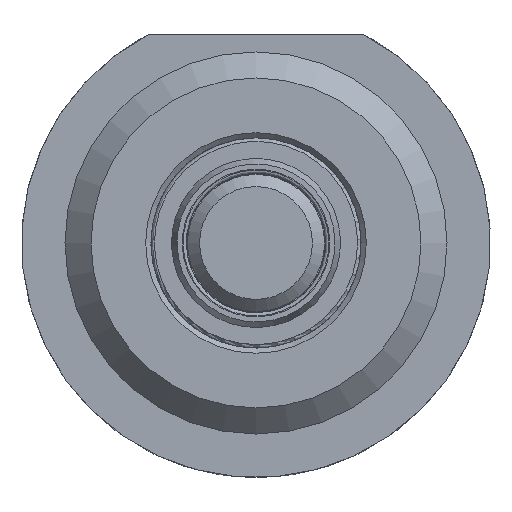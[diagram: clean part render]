
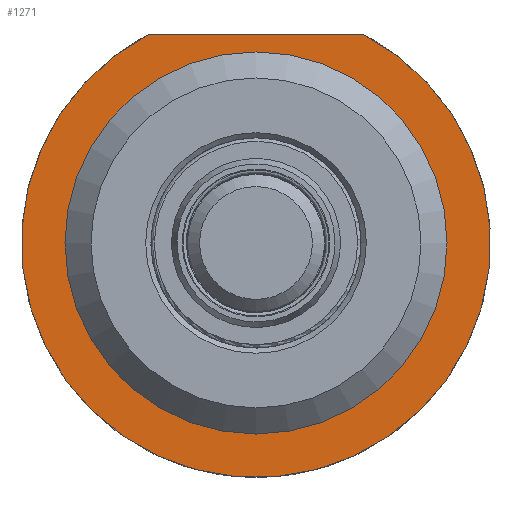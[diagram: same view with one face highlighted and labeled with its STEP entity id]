
A CAD part, front view. The second image highlights one B-rep face of the part: STEP entity #1271.
In plain terms, the highlighted planar face has unit normal (0, -1, 0).
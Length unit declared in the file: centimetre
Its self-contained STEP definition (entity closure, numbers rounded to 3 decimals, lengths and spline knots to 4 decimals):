
#75=LINE($,#2264,#119);
#119=VECTOR($,#1779,1.2369);
#155=PLANE($,#1451);
#236=FACE_BOUND($,#478,.T.);
#333=FACE_OUTER_BOUND($,#477,.T.);
#477=EDGE_LOOP($,(#1127,#1128));
#478=EDGE_LOOP($,(#1129));
#587=CIRCLE($,#1446,1.1);
#589=CIRCLE($,#1450,1.35);
#695=VERTEX_POINT($,#2262);
#696=VERTEX_POINT($,#2263);
#708=VERTEX_POINT($,#2301);
#840=EDGE_CURVE($,#695,#696,#75,.T.);
#853=EDGE_CURVE($,#708,#708,#587,.T.);
#855=EDGE_CURVE($,#696,#695,#589,.T.);
#1127=ORIENTED_EDGE($,*,*,#840,.F.);
#1128=ORIENTED_EDGE($,*,*,#855,.F.);
#1129=ORIENTED_EDGE($,*,*,#853,.T.);
#1271=ADVANCED_FACE($,(#333,#236),#155,.T.);
#1446=AXIS2_PLACEMENT_3D($,#2302,#1827,#1828);
#1450=AXIS2_PLACEMENT_3D($,#2306,#1835,#1836);
#1451=AXIS2_PLACEMENT_3D($,#2307,#1837,#1838);
#1779=DIRECTION($,(1.,0.,0.));
#1827=DIRECTION('center_axis',(0.,1.,0.));
#1828=DIRECTION('ref_axis',(0.,0.,1.));
#1835=DIRECTION('center_axis',(0.,1.,0.));
#1836=DIRECTION('ref_axis',(-0.458,0.,0.889));
#1837=DIRECTION('center_axis',(0.,-1.,0.));
#1838=DIRECTION('ref_axis',(0.,0.,-1.));
#2262=CARTESIAN_POINT('',(-0.6185,-6.625,1.2));
#2263=CARTESIAN_POINT('',(0.6185,-6.625,1.2));
#2264=CARTESIAN_POINT($,(-0.6185,-6.625,1.2));
#2301=CARTESIAN_POINT('',(0.,-6.625,1.1));
#2302=CARTESIAN_POINT('Origin',(0.,-6.625,0.));
#2306=CARTESIAN_POINT('Origin',(0.,-6.625,0.));
#2307=CARTESIAN_POINT('Origin',(0.,-6.625,0.0934));
